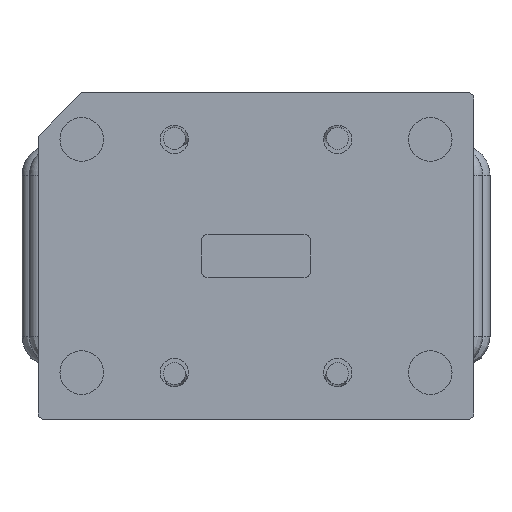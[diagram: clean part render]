
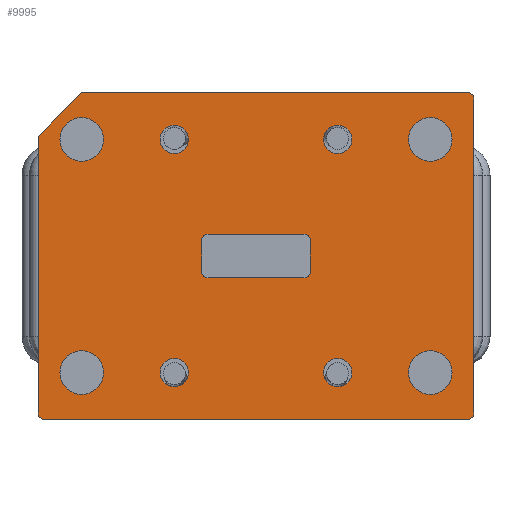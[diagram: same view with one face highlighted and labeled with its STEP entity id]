
A CAD part, front view. The second image highlights one B-rep face of the part: STEP entity #9995.
In plain terms, the highlighted planar face has unit normal (0, -1, 0).
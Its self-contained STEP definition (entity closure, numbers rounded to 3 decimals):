
#429=PLANE('',#10626);
#638=CIRCLE('',#10493,0.3);
#640=CIRCLE('',#10497,0.3);
#642=CIRCLE('',#10501,0.3);
#645=CIRCLE('',#10507,0.3);
#669=CIRCLE('',#10593,0.3);
#671=CIRCLE('',#10597,0.3);
#673=CIRCLE('',#10603,0.3);
#679=CIRCLE('',#10612,1.);
#681=CIRCLE('',#10615,1.);
#683=CIRCLE('',#10618,1.);
#685=CIRCLE('',#10625,1.);
#686=CIRCLE('',#10627,0.65);
#687=CIRCLE('',#10628,0.65);
#688=CIRCLE('',#10629,0.65);
#689=CIRCLE('',#10630,0.65);
#1408=ORIENTED_EDGE('',*,*,#3143,.T.);
#1409=ORIENTED_EDGE('',*,*,#3139,.F.);
#1410=ORIENTED_EDGE('',*,*,#3135,.T.);
#1411=ORIENTED_EDGE('',*,*,#3132,.F.);
#1412=ORIENTED_EDGE('',*,*,#3129,.T.);
#1413=ORIENTED_EDGE('',*,*,#3126,.F.);
#1414=ORIENTED_EDGE('',*,*,#3123,.T.);
#1415=ORIENTED_EDGE('',*,*,#3145,.F.);
#1416=ORIENTED_EDGE('',*,*,#3345,.F.);
#1417=ORIENTED_EDGE('',*,*,#3347,.F.);
#1418=ORIENTED_EDGE('',*,*,#3349,.F.);
#1419=ORIENTED_EDGE('',*,*,#3351,.F.);
#1420=ORIENTED_EDGE('',*,*,#3336,.F.);
#1421=ORIENTED_EDGE('',*,*,#3333,.T.);
#1422=ORIENTED_EDGE('',*,*,#3328,.F.);
#1423=ORIENTED_EDGE('',*,*,#3327,.T.);
#1424=ORIENTED_EDGE('',*,*,#3321,.F.);
#1425=ORIENTED_EDGE('',*,*,#3320,.T.);
#1426=ORIENTED_EDGE('',*,*,#3314,.F.);
#1427=ORIENTED_EDGE('',*,*,#3339,.T.);
#1428=ORIENTED_EDGE('',*,*,#3352,.T.);
#1429=ORIENTED_EDGE('',*,*,#3353,.F.);
#1430=ORIENTED_EDGE('',*,*,#3354,.T.);
#1431=ORIENTED_EDGE('',*,*,#3355,.F.);
#3123=EDGE_CURVE('',#4199,#4197,#638,.T.);
#3126=EDGE_CURVE('',#4199,#4201,#4966,.T.);
#3129=EDGE_CURVE('',#4203,#4201,#640,.T.);
#3132=EDGE_CURVE('',#4203,#4205,#4970,.T.);
#3135=EDGE_CURVE('',#4207,#4205,#642,.T.);
#3139=EDGE_CURVE('',#4207,#4210,#4975,.T.);
#3143=EDGE_CURVE('',#4212,#4210,#645,.T.);
#3145=EDGE_CURVE('',#4212,#4197,#4979,.T.);
#3314=EDGE_CURVE('',#4325,#4326,#5126,.T.);
#3320=EDGE_CURVE('',#4330,#4326,#669,.T.);
#3321=EDGE_CURVE('',#4330,#4331,#5131,.T.);
#3327=EDGE_CURVE('',#4334,#4331,#671,.T.);
#3328=EDGE_CURVE('',#4334,#4335,#5136,.T.);
#3333=EDGE_CURVE('',#4338,#4335,#5141,.T.);
#3336=EDGE_CURVE('',#4338,#4340,#5144,.T.);
#3339=EDGE_CURVE('',#4325,#4340,#673,.T.);
#3345=EDGE_CURVE('',#4346,#4346,#679,.T.);
#3347=EDGE_CURVE('',#4348,#4348,#681,.T.);
#3349=EDGE_CURVE('',#4350,#4350,#683,.T.);
#3351=EDGE_CURVE('',#4352,#4352,#685,.T.);
#3352=EDGE_CURVE('',#4353,#4353,#686,.T.);
#3353=EDGE_CURVE('',#4354,#4354,#687,.T.);
#3354=EDGE_CURVE('',#4355,#4355,#688,.T.);
#3355=EDGE_CURVE('',#4356,#4356,#689,.T.);
#4197=VERTEX_POINT('',#13560);
#4199=VERTEX_POINT('',#13563);
#4201=VERTEX_POINT('',#13569);
#4203=VERTEX_POINT('',#13575);
#4205=VERTEX_POINT('',#13581);
#4207=VERTEX_POINT('',#13587);
#4210=VERTEX_POINT('',#13595);
#4212=VERTEX_POINT('',#13603);
#4325=VERTEX_POINT('',#13948);
#4326=VERTEX_POINT('',#13949);
#4330=VERTEX_POINT('',#13958);
#4331=VERTEX_POINT('',#13963);
#4334=VERTEX_POINT('',#13971);
#4335=VERTEX_POINT('',#13976);
#4338=VERTEX_POINT('',#13983);
#4340=VERTEX_POINT('',#13991);
#4346=VERTEX_POINT('',#14010);
#4348=VERTEX_POINT('',#14015);
#4350=VERTEX_POINT('',#14020);
#4352=VERTEX_POINT('',#14029);
#4353=VERTEX_POINT('',#14032);
#4354=VERTEX_POINT('',#14034);
#4355=VERTEX_POINT('',#14036);
#4356=VERTEX_POINT('',#14038);
#4966=LINE('',#13568,#5515);
#4970=LINE('',#13580,#5519);
#4975=LINE('',#13594,#5524);
#4979=LINE('',#13606,#5528);
#5126=LINE('',#13947,#5675);
#5131=LINE('',#13962,#5680);
#5136=LINE('',#13975,#5685);
#5141=LINE('',#13985,#5690);
#5144=LINE('',#13990,#5693);
#5515=VECTOR('',#11342,1000.);
#5519=VECTOR('',#11354,1000.);
#5524=VECTOR('',#11367,1000.);
#5528=VECTOR('',#11381,1000.);
#5675=VECTOR('',#11692,1000.);
#5680=VECTOR('',#11705,1000.);
#5685=VECTOR('',#11718,1000.);
#5690=VECTOR('',#11725,1000.);
#5693=VECTOR('',#11730,1000.);
#6158=EDGE_LOOP('',(#1408,#1409,#1410,#1411,#1412,#1413,#1414,#1415));
#6159=EDGE_LOOP('',(#1416));
#6160=EDGE_LOOP('',(#1417));
#6161=EDGE_LOOP('',(#1418));
#6162=EDGE_LOOP('',(#1419));
#6163=EDGE_LOOP('',(#1420,#1421,#1422,#1423,#1424,#1425,#1426,#1427));
#6164=EDGE_LOOP('',(#1428));
#6165=EDGE_LOOP('',(#1429));
#6166=EDGE_LOOP('',(#1430));
#6167=EDGE_LOOP('',(#1431));
#6926=FACE_BOUND('',#6158,.T.);
#6927=FACE_BOUND('',#6159,.T.);
#6928=FACE_BOUND('',#6160,.T.);
#6929=FACE_BOUND('',#6161,.T.);
#6930=FACE_BOUND('',#6162,.T.);
#6931=FACE_BOUND('',#6163,.T.);
#6932=FACE_BOUND('',#6164,.T.);
#6933=FACE_BOUND('',#6165,.T.);
#6934=FACE_BOUND('',#6166,.T.);
#6935=FACE_BOUND('',#6167,.T.);
#9995=ADVANCED_FACE('',(#6926,#6927,#6928,#6929,#6930,#6931,#6932,#6933,
#6934,#6935),#429,.F.);
#10493=AXIS2_PLACEMENT_3D('',#13562,#11335,#11336);
#10497=AXIS2_PLACEMENT_3D('',#13574,#11347,#11348);
#10501=AXIS2_PLACEMENT_3D('',#13586,#11359,#11360);
#10507=AXIS2_PLACEMENT_3D('',#13602,#11376,#11377);
#10593=AXIS2_PLACEMENT_3D('',#13960,#11701,#11702);
#10597=AXIS2_PLACEMENT_3D('',#13973,#11714,#11715);
#10603=AXIS2_PLACEMENT_3D('',#13995,#11736,#11737);
#10612=AXIS2_PLACEMENT_3D('',#14009,#11754,#11755);
#10615=AXIS2_PLACEMENT_3D('',#14014,#11760,#11761);
#10618=AXIS2_PLACEMENT_3D('',#14019,#11766,#11767);
#10625=AXIS2_PLACEMENT_3D('',#14028,#11780,#11781);
#10626=AXIS2_PLACEMENT_3D('',#14030,#11782,#11783);
#10627=AXIS2_PLACEMENT_3D('',#14031,#11784,#11785);
#10628=AXIS2_PLACEMENT_3D('',#14033,#11786,#11787);
#10629=AXIS2_PLACEMENT_3D('',#14035,#11788,#11789);
#10630=AXIS2_PLACEMENT_3D('',#14037,#11790,#11791);
#11335=DIRECTION('',(0.,1.,0.));
#11336=DIRECTION('',(-1.,0.,0.));
#11342=DIRECTION('',(0.,0.,-1.));
#11347=DIRECTION('',(0.,1.,0.));
#11348=DIRECTION('',(0.,0.,-1.));
#11354=DIRECTION('',(1.,0.,0.));
#11359=DIRECTION('',(0.,1.,0.));
#11360=DIRECTION('',(1.,0.,0.));
#11367=DIRECTION('',(0.,0.,1.));
#11376=DIRECTION('',(0.,1.,0.));
#11377=DIRECTION('',(0.,0.,1.));
#11381=DIRECTION('',(-1.,0.,0.));
#11692=DIRECTION('',(0.,0.,-1.));
#11701=DIRECTION('',(0.,-1.,0.));
#11702=DIRECTION('',(0.,0.,-1.));
#11705=DIRECTION('',(-1.,0.,0.));
#11714=DIRECTION('',(0.,-1.,0.));
#11715=DIRECTION('',(-1.,0.,0.));
#11718=DIRECTION('',(0.,0.,1.));
#11725=DIRECTION('',(-0.707,0.,-0.707));
#11730=DIRECTION('',(1.,0.,0.));
#11736=DIRECTION('',(0.,-1.,0.));
#11737=DIRECTION('',(1.,0.,0.));
#11754=DIRECTION('',(0.,-1.,0.));
#11755=DIRECTION('',(-1.,0.,0.));
#11760=DIRECTION('',(0.,-1.,0.));
#11761=DIRECTION('',(-1.,0.,0.));
#11766=DIRECTION('',(0.,-1.,0.));
#11767=DIRECTION('',(-1.,0.,0.));
#11780=DIRECTION('',(0.,-1.,0.));
#11781=DIRECTION('',(-1.,0.,0.));
#11782=DIRECTION('',(0.,1.,0.));
#11783=DIRECTION('',(1.,0.,0.));
#11784=DIRECTION('',(0.,1.,0.));
#11785=DIRECTION('',(1.,0.,0.));
#11786=DIRECTION('',(0.,-1.,0.));
#11787=DIRECTION('',(1.,0.,0.));
#11788=DIRECTION('',(0.,1.,0.));
#11789=DIRECTION('',(1.,0.,0.));
#11790=DIRECTION('',(0.,-1.,0.));
#11791=DIRECTION('',(1.,0.,0.));
#13560=CARTESIAN_POINT('',(-2.2,0.,1.));
#13562=CARTESIAN_POINT('',(-2.2,0.,0.7));
#13563=CARTESIAN_POINT('',(-2.5,0.,0.7));
#13568=CARTESIAN_POINT('',(-2.5,0.,0.7));
#13569=CARTESIAN_POINT('',(-2.5,0.,-0.7));
#13574=CARTESIAN_POINT('',(-2.2,0.,-0.7));
#13575=CARTESIAN_POINT('',(-2.2,0.,-1.));
#13580=CARTESIAN_POINT('',(-2.2,0.,-1.));
#13581=CARTESIAN_POINT('',(2.2,0.,-1.));
#13586=CARTESIAN_POINT('',(2.2,0.,-0.7));
#13587=CARTESIAN_POINT('',(2.5,0.,-0.7));
#13594=CARTESIAN_POINT('',(2.5,0.,-0.7));
#13595=CARTESIAN_POINT('',(2.5,0.,0.7));
#13602=CARTESIAN_POINT('',(2.2,0.,0.7));
#13603=CARTESIAN_POINT('',(2.2,0.,1.));
#13606=CARTESIAN_POINT('',(2.2,0.,1.));
#13947=CARTESIAN_POINT('',(10.,0.,7.2));
#13948=CARTESIAN_POINT('',(10.,0.,7.2));
#13949=CARTESIAN_POINT('',(10.,0.,-7.2));
#13958=CARTESIAN_POINT('',(9.7,0.,-7.5));
#13960=CARTESIAN_POINT('',(9.7,0.,-7.2));
#13962=CARTESIAN_POINT('',(9.7,0.,-7.5));
#13963=CARTESIAN_POINT('',(-9.7,0.,-7.5));
#13971=CARTESIAN_POINT('',(-10.,0.,-7.2));
#13973=CARTESIAN_POINT('',(-9.7,0.,-7.2));
#13975=CARTESIAN_POINT('',(-10.,0.,-7.2));
#13976=CARTESIAN_POINT('',(-10.,0.,5.5));
#13983=CARTESIAN_POINT('',(-8.,0.,7.5));
#13985=CARTESIAN_POINT('',(-8.,0.,7.5));
#13990=CARTESIAN_POINT('',(-8.,0.,7.5));
#13991=CARTESIAN_POINT('',(9.7,0.,7.5));
#13995=CARTESIAN_POINT('',(9.7,0.,7.2));
#14009=CARTESIAN_POINT('',(8.,0.,-5.35));
#14010=CARTESIAN_POINT('',(7.,0.,-5.35));
#14014=CARTESIAN_POINT('',(8.,0.,5.35));
#14015=CARTESIAN_POINT('',(7.,0.,5.35));
#14019=CARTESIAN_POINT('',(-8.,0.,-5.35));
#14020=CARTESIAN_POINT('',(-9.,0.,-5.35));
#14028=CARTESIAN_POINT('',(-8.,0.,5.35));
#14029=CARTESIAN_POINT('',(-9.,0.,5.35));
#14030=CARTESIAN_POINT('',(0.,0.,0.));
#14031=CARTESIAN_POINT('',(-3.75,0.,5.35));
#14032=CARTESIAN_POINT('',(-3.1,0.,5.35));
#14033=CARTESIAN_POINT('',(3.75,0.,5.35));
#14034=CARTESIAN_POINT('',(4.4,0.,5.35));
#14035=CARTESIAN_POINT('',(3.75,0.,-5.35));
#14036=CARTESIAN_POINT('',(4.4,0.,-5.35));
#14037=CARTESIAN_POINT('',(-3.75,0.,-5.35));
#14038=CARTESIAN_POINT('',(-3.1,0.,-5.35));
